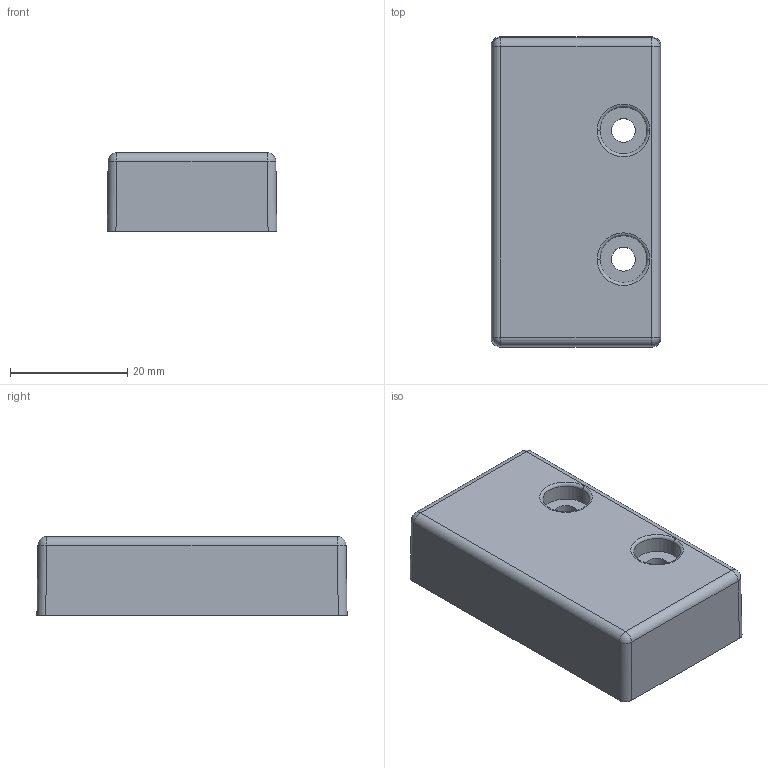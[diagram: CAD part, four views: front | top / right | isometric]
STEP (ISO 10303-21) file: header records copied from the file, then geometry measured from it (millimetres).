
FILE_DESCRIPTION (( 'STEP AP214' ), '1' );
FILE_NAME ('MS5-SS Actuator.STEP', '2010-06-02T10:52:12', ( ' ' ), ( ' ' ), 'SwSTEP 2.0', 'SolidWorks 2004231', '' );
FILE_SCHEMA (( 'AUTOMOTIVE_DESIGN' ));
Length unit declared in the file: millimetre
Products named in the file (2): (SS MS5 act); MS5-SS Actuator
Assembly tree (1 placements, depth 2):
  MS5-SS Actuator
    (SS MS5 act)
Bounding box: 29 x 53 x 13.5 mm (x, y, z)
Volume: 19845.2 mm3; surface area: 5470.9 mm2
Topology: 1 solids, 1 shells, 32 faces, 72 edges, 40 vertices
Faces by surface type: cylinder 16, plane 8, sphere 4, torus 4
Entity records: 1275 total; most frequent: DIRECTION 172, CARTESIAN_POINT 156, ORIENTED_EDGE 136, AXIS2_PLACEMENT_3D 72, EDGE_CURVE 68, VERTEX_POINT 40, EDGE_LOOP 38, CIRCLE 36
